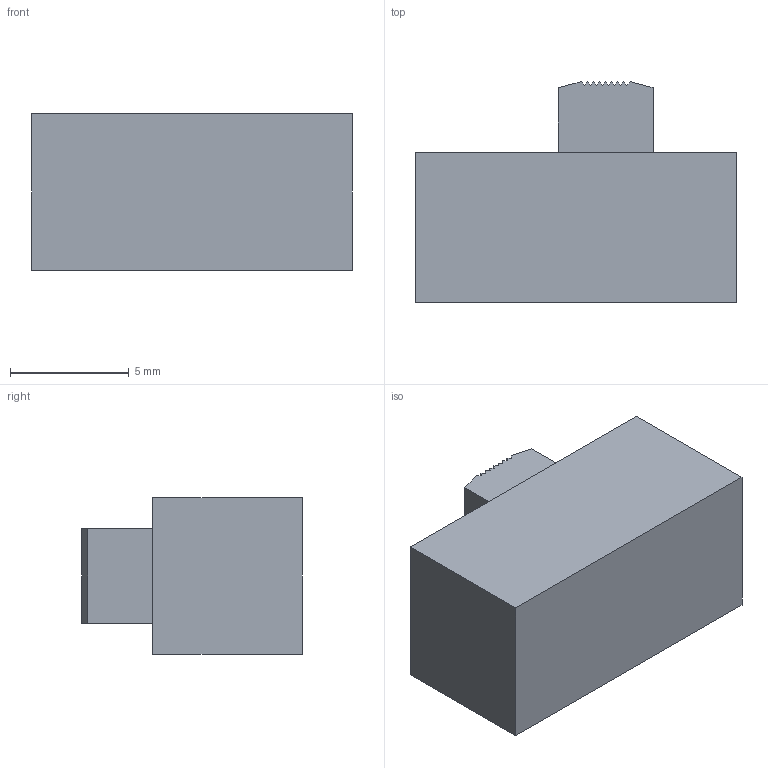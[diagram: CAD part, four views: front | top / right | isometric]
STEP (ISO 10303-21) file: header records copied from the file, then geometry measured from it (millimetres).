
FILE_DESCRIPTION(('STEP AP242'), '1');
FILE_NAME('SlideSwitch', '', ('UNSPECIFIED'), ('UNSPECIFIED'), 'C3D Converter', 'C3D Toolkit', '');
FILE_SCHEMA(('AP242_MANAGED_MODEL_BASED_3D_ENGINEERING_MIM_LF { 1 0 10303 442 1 1 4 }'));
Length unit declared in the file: millimetre
Bounding box: 13.5 x 9.3 x 6.6 mm (x, y, z)
Volume: 596.4 mm3; surface area: 511 mm2
Topology: 1 solids, 1 shells, 34 faces, 91 edges, 60 vertices
Faces by surface type: plane 34
Entity records: 1346 total; most frequent: CARTESIAN_POINT 186, ORIENTED_EDGE 182, DIRECTION 161, EDGE_CURVE 91, LINE 91, VECTOR 91, VERTEX_POINT 60, AXIS2_PLACEMENT_3D 35
